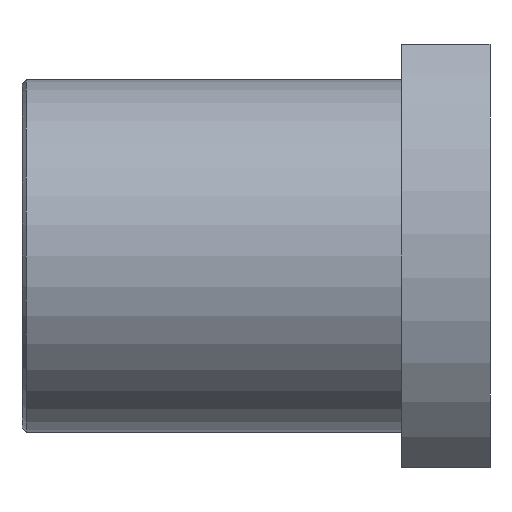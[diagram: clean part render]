
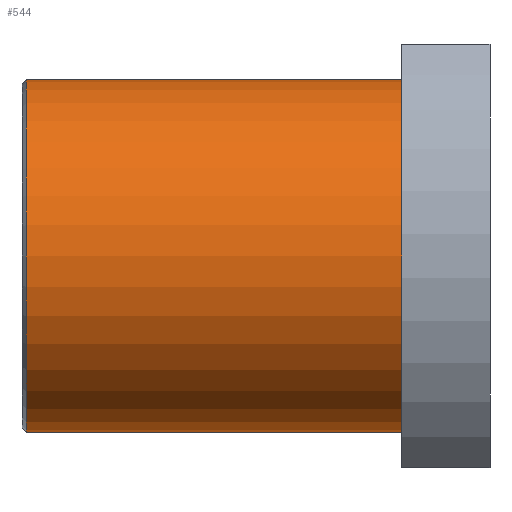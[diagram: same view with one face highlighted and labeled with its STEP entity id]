
A CAD part, front view. The second image highlights one B-rep face of the part: STEP entity #544.
In plain terms, the highlighted cylindrical face has radius 20 mm (diameter 40 mm), a partial arc.
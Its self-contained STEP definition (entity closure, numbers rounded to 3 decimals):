
#34 = DIRECTION ( 'NONE',  ( -1., 0., 0. ) ) ;
#46 = DIRECTION ( 'NONE',  ( -1., 0., 0. ) ) ;
#55 = EDGE_CURVE ( 'NONE', #658, #721, #250, .T. ) ;
#73 = AXIS2_PLACEMENT_3D ( 'NONE', #533, #445, #454 ) ;
#91 = EDGE_CURVE ( 'NONE', #713, #870, #897, .T. ) ;
#100 = EDGE_CURVE ( 'NONE', #658, #713, #767, .T. ) ;
#211 = ORIENTED_EDGE ( 'NONE', *, *, #91, .T. ) ;
#250 = LINE ( 'NONE', #408, #646 ) ;
#335 = CIRCLE ( 'NONE', #73, 20. ) ;
#340 = ORIENTED_EDGE ( 'NONE', *, *, #724, .T. ) ;
#344 = CYLINDRICAL_SURFACE ( 'NONE', #380, 20. ) ;
#380 = AXIS2_PLACEMENT_3D ( 'NONE', #488, #46, #769 ) ;
#408 = CARTESIAN_POINT ( 'NONE',  ( -340.807, 0., -20. ) ) ;
#445 = DIRECTION ( 'NONE',  ( 1., 0., 0. ) ) ;
#454 = DIRECTION ( 'NONE',  ( 0., 0., -1. ) ) ;
#476 = FACE_OUTER_BOUND ( 'NONE', #624, .T. ) ;
#488 = CARTESIAN_POINT ( 'NONE',  ( -340.807, 0., 0. ) ) ;
#533 = CARTESIAN_POINT ( 'NONE',  ( -36.059, 0., 0. ) ) ;
#544 = ADVANCED_FACE ( 'NONE', ( #476 ), #344, .T. ) ;
#571 = AXIS2_PLACEMENT_3D ( 'NONE', #768, #681, #615 ) ;
#615 = DIRECTION ( 'NONE',  ( 0., 0., 1. ) ) ;
#624 = EDGE_LOOP ( 'NONE', ( #812, #866, #211, #340 ) ) ;
#646 = VECTOR ( 'NONE', #34, 1000. ) ;
#658 = VERTEX_POINT ( 'NONE', #727 ) ;
#681 = DIRECTION ( 'NONE',  ( -1., 0., 0. ) ) ;
#701 = DIRECTION ( 'NONE',  ( -1., 0., 0. ) ) ;
#713 = VERTEX_POINT ( 'NONE', #756 ) ;
#721 = VERTEX_POINT ( 'NONE', #743 ) ;
#724 = EDGE_CURVE ( 'NONE', #870, #721, #335, .T. ) ;
#727 = CARTESIAN_POINT ( 'NONE',  ( 6.441, 0., -20. ) ) ;
#743 = CARTESIAN_POINT ( 'NONE',  ( -36.059, 0., -20. ) ) ;
#756 = CARTESIAN_POINT ( 'NONE',  ( 6.441, 0., 20. ) ) ;
#767 = CIRCLE ( 'NONE', #571, 20. ) ;
#768 = CARTESIAN_POINT ( 'NONE',  ( 6.441, 0., 0. ) ) ;
#769 = DIRECTION ( 'NONE',  ( 0., 0., 1. ) ) ;
#812 = ORIENTED_EDGE ( 'NONE', *, *, #55, .F. ) ;
#842 = CARTESIAN_POINT ( 'NONE',  ( -340.807, 0., 20. ) ) ;
#866 = ORIENTED_EDGE ( 'NONE', *, *, #100, .T. ) ;
#870 = VERTEX_POINT ( 'NONE', #902 ) ;
#897 = LINE ( 'NONE', #842, #912 ) ;
#902 = CARTESIAN_POINT ( 'NONE',  ( -36.059, 0., 20. ) ) ;
#912 = VECTOR ( 'NONE', #701, 1000. ) ;
